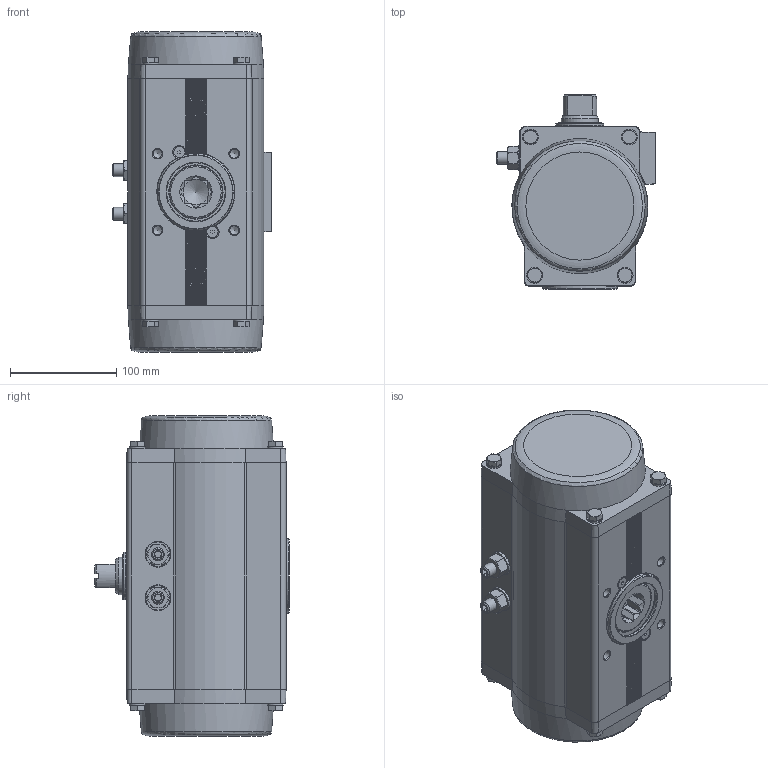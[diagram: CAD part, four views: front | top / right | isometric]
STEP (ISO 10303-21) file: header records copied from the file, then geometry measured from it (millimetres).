
FILE_DESCRIPTION(/* description */ ('STEP AP214'),/* implementation_level */ '2;1');
FILE_NAME(/* name */ '8102844_DFPD-240-RP-90-RS60-F10-R3-C',/* time_stamp */ '2024-08-15T17:53:05+02:00',/* author */ ('License CC BY-ND 4.0'),/* organization */ ('CADENAS'),/* preprocessor_version */ 'ST-DEVELOPER v19.3',/* originating_system */ 'PARTsolutions',/* authorisation */ ' ');
FILE_SCHEMA (('AUTOMOTIVE_DESIGN {1 0 10303 214 3 1 1}'));
Length unit declared in the file: millimetre
Products named in the file (7): 8102844 DFPD-240-RP-90-RS60-F10-R3-C---(0); 8042190 DFPD-240-90-RS-F10-C-----(housing); 8042190 DFPD-240(F07_0)---(shaft); 4134333 SCHEIBE 12.3X23X2.5-1.4301; DIN 934 - M12(F); 8088531 DFPD-240/300-C--(adj); 8101069 DFPD-CTR-F10--(ctr)
Assembly tree (9 placements, depth 2):
  8102844 DFPD-240-RP-90-RS60-F10-R3-C---(0)
    8042190 DFPD-240-90-RS-F10-C-----(housing)
    8042190 DFPD-240(F07_0)---(shaft)
    4134333 SCHEIBE 12.3X23X2.5-1.4301  x2
    DIN 934 - M12(F)  x2
    8088531 DFPD-240/300-C--(adj)  x2
    8101069 DFPD-CTR-F10--(ctr)
Bounding box: 150.33 x 183 x 301.4 mm (x, y, z)
Volume: 4933513 mm3; surface area: 264650 mm2
Topology: 9 solids, 9 shells, 657 faces, 1527 edges, 947 vertices
Faces by surface type: plane 339, cone 140, cylinder 136, torus 40, sphere 2
Full cylindrical faces by diameter (mm): 2 x2, 4.134 x8, 4.917 x1, 8.376 x4, 8.5 x2, 10 x2, 10.106 x4, 10.57 x2, 11.445 x2, 12 x2, 12.3 x2, 12.4 x1, 15 x8, 18.4 x2, 23 x2, 24 x2, 30.8 x1, 35 x3, 36.5 x1, 38.7 x2, 45 x2, 48 x1, 49 x2, 49.5 x2, 55 x1, 59 x1, 70 x1, 73 x2
Entity records: 17257 total; most frequent: CARTESIAN_POINT 3603, DIRECTION 2801, ORIENTED_EDGE 2564, EDGE_CURVE 1282, AXIS2_PLACEMENT_3D 1121, VERTEX_POINT 883, FACE_BOUND 857, EDGE_LOOP 847
